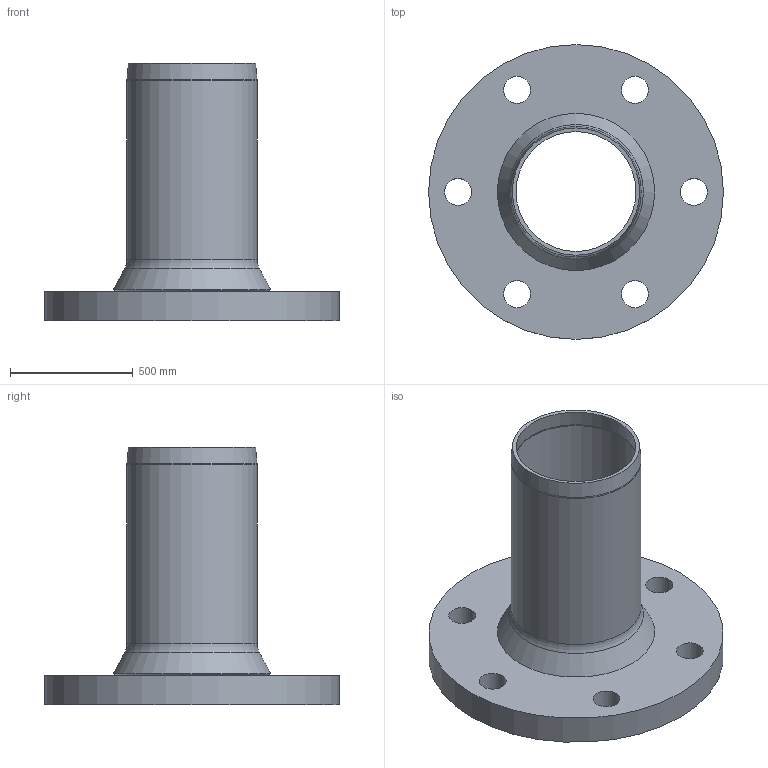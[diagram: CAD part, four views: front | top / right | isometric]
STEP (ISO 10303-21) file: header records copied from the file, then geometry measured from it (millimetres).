
FILE_DESCRIPTION(/* description */ (''),/* implementation_level */ '2;1');
FILE_NAME(/* name */ '86086.050X_3D.stp',/* time_stamp */ '2024-12-12T09:51:57+01:00',/* author */ ('CAD'),/* organization */ (''),/* preprocessor_version */ 'ST-DEVELOPER v20',/* originating_system */ 'AutoCAD Mechanical',/* authorisation */ '');
FILE_SCHEMA (('AUTOMOTIVE_DESIGN { 1 0 10303 214 3 1 1 }'));
Length unit declared in the file: centimetre
Products named in the file (2): Product; *S0
Assembly tree (1 placements, depth 2):
  Product
    *S0
Bounding box: 1200 x 1200 x 1050 mm (x, y, z)
Volume: 116435263.8 mm3; surface area: 5620392.5 mm2
Topology: 2 solids, 2 shells, 22 faces, 56 edges, 36 vertices
Faces by surface type: cylinder 10, cone 6, torus 4, plane 2
Full cylindrical faces by diameter (mm): 110 x6, 500 x1, 530 x1, 614 x1, 1200 x1
Entity records: 762 total; most frequent: DIRECTION 146, CARTESIAN_POINT 117, ORIENTED_EDGE 112, AXIS2_PLACEMENT_3D 65, EDGE_CURVE 56, CIRCLE 40, EDGE_LOOP 36, VERTEX_POINT 36
